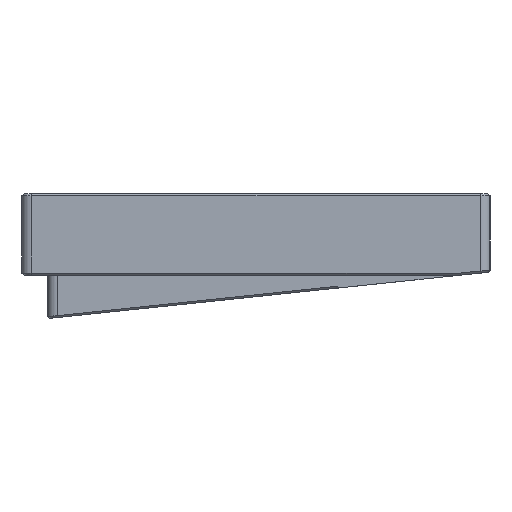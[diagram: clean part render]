
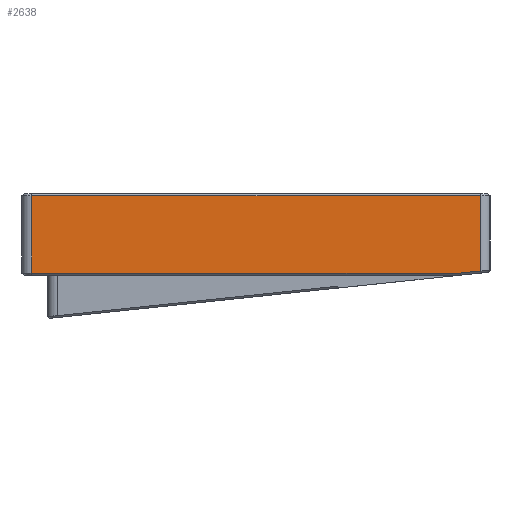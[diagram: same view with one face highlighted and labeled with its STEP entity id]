
A CAD part, left-side view. The second image highlights one B-rep face of the part: STEP entity #2638.
In plain terms, the highlighted planar face has unit normal (-1, 0, 0).
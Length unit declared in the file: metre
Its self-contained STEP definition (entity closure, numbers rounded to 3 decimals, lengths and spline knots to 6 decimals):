
#429=ORIENTED_EDGE('',*,*,#1203,.T.);
#430=ORIENTED_EDGE('',*,*,#1204,.T.);
#431=ORIENTED_EDGE('',*,*,#1205,.T.);
#432=ORIENTED_EDGE('',*,*,#1206,.T.);
#433=ORIENTED_EDGE('',*,*,#1207,.T.);
#1203=EDGE_CURVE('',#1586,#1587,#1801,.T.);
#1204=EDGE_CURVE('',#1587,#1588,#1802,.T.);
#1205=EDGE_CURVE('',#1588,#1589,#1803,.T.);
#1206=EDGE_CURVE('',#1589,#1590,#1804,.T.);
#1207=EDGE_CURVE('',#1590,#1586,#1805,.F.);
#1586=VERTEX_POINT('',#4235);
#1587=VERTEX_POINT('',#4236);
#1588=VERTEX_POINT('',#4238);
#1589=VERTEX_POINT('',#4240);
#1590=VERTEX_POINT('',#4242);
#1801=LINE('',#4234,#2044);
#1802=LINE('',#4237,#2045);
#1803=LINE('',#4239,#2046);
#1804=LINE('',#4241,#2047);
#1805=LINE('',#4243,#2048);
#2044=VECTOR('',#3319,1.);
#2045=VECTOR('',#3320,1.);
#2046=VECTOR('',#3321,1.);
#2047=VECTOR('',#3322,1.);
#2048=VECTOR('',#3323,1.);
#2213=EDGE_LOOP('',(#429,#430,#431,#432,#433));
#2390=FACE_BOUND('',#2213,.T.);
#2563=PLANE('',#2862);
#2638=ADVANCED_FACE('',(#2390),#2563,.T.);
#2862=AXIS2_PLACEMENT_3D('',#4233,#3317,#3318);
#3317=DIRECTION('',(-1.,0.,0.));
#3318=DIRECTION('',(0.,0.,1.));
#3319=DIRECTION('',(0.,-1.,0.));
#3320=DIRECTION('',(0.,-0.995,0.105));
#3321=DIRECTION('',(0.,0.,1.));
#3322=DIRECTION('',(0.,1.,0.));
#3323=DIRECTION('',(0.,0.,1.));
#4233=CARTESIAN_POINT('',(-0.14785,0.,-0.000002));
#4234=CARTESIAN_POINT('',(-0.14785,0.,0.011347));
#4235=CARTESIAN_POINT('',(-0.14785,0.05285,0.011347));
#4236=CARTESIAN_POINT('',(-0.14785,-0.048074,0.011347));
#4237=CARTESIAN_POINT('',(-0.14785,0.000655,0.006225));
#4238=CARTESIAN_POINT('',(-0.14785,-0.05285,0.011849));
#4239=CARTESIAN_POINT('',(-0.14785,-0.05285,0.030047));
#4240=CARTESIAN_POINT('',(-0.14785,-0.05285,0.029547));
#4241=CARTESIAN_POINT('',(-0.14785,0.05285,0.029547));
#4242=CARTESIAN_POINT('',(-0.14785,0.05285,0.029547));
#4243=CARTESIAN_POINT('',(-0.14785,0.05285,-0.000002));
